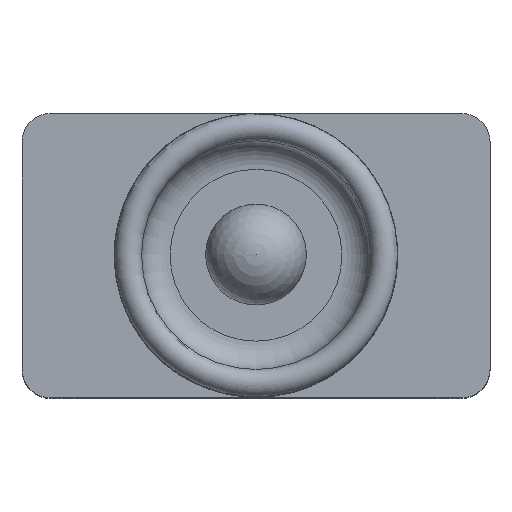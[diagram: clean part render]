
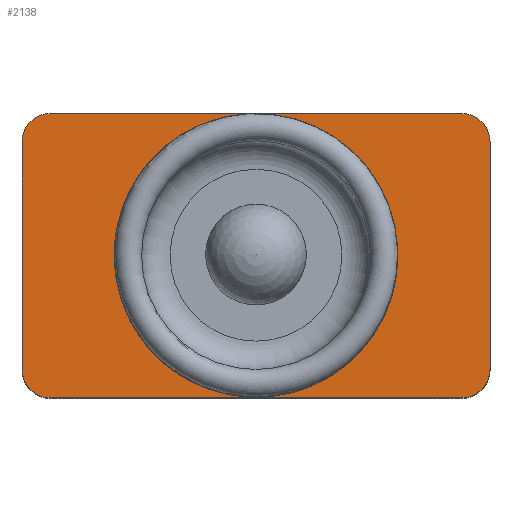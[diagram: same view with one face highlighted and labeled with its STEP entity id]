
A CAD part, top view. The second image highlights one B-rep face of the part: STEP entity #2138.
In plain terms, the highlighted planar face has unit normal (0, 0, 1).
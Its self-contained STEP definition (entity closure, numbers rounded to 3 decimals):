
#169=PLANE('',#2380);
#265=FACE_OUTER_BOUND('',#390,.T.);
#390=EDGE_LOOP('',(#1848,#1849,#1850,#1851,#1852,#1853,#1854,#1855));
#590=LINE('',#3489,#788);
#593=LINE('',#3498,#791);
#597=LINE('',#3510,#795);
#600=LINE('',#3518,#798);
#788=VECTOR('',#2878,10.);
#791=VECTOR('',#2889,10.);
#795=VECTOR('',#2901,10.);
#798=VECTOR('',#2912,10.);
#864=CIRCLE('',#2366,0.79);
#866=CIRCLE('',#2370,0.79);
#868=CIRCLE('',#2374,0.79);
#870=CIRCLE('',#2378,0.79);
#1032=VERTEX_POINT('',#3480);
#1033=VERTEX_POINT('',#3482);
#1035=VERTEX_POINT('',#3488);
#1036=VERTEX_POINT('',#3493);
#1037=VERTEX_POINT('',#3497);
#1039=VERTEX_POINT('',#3503);
#1041=VERTEX_POINT('',#3509);
#1042=VERTEX_POINT('',#3514);
#1305=EDGE_CURVE('',#1033,#1032,#864,.T.);
#1308=EDGE_CURVE('',#1035,#1033,#590,.T.);
#1311=EDGE_CURVE('',#1036,#1035,#866,.T.);
#1313=EDGE_CURVE('',#1037,#1036,#593,.T.);
#1316=EDGE_CURVE('',#1039,#1037,#868,.T.);
#1319=EDGE_CURVE('',#1041,#1039,#597,.T.);
#1322=EDGE_CURVE('',#1042,#1041,#870,.T.);
#1324=EDGE_CURVE('',#1032,#1042,#600,.T.);
#1848=ORIENTED_EDGE('',*,*,#1324,.T.);
#1849=ORIENTED_EDGE('',*,*,#1322,.T.);
#1850=ORIENTED_EDGE('',*,*,#1319,.T.);
#1851=ORIENTED_EDGE('',*,*,#1316,.T.);
#1852=ORIENTED_EDGE('',*,*,#1313,.T.);
#1853=ORIENTED_EDGE('',*,*,#1311,.T.);
#1854=ORIENTED_EDGE('',*,*,#1308,.T.);
#1855=ORIENTED_EDGE('',*,*,#1305,.T.);
#2138=ADVANCED_FACE('',(#265),#169,.T.);
#2366=AXIS2_PLACEMENT_3D('',#3483,#2872,#2873);
#2370=AXIS2_PLACEMENT_3D('',#3494,#2884,#2885);
#2374=AXIS2_PLACEMENT_3D('',#3504,#2895,#2896);
#2378=AXIS2_PLACEMENT_3D('',#3515,#2907,#2908);
#2380=AXIS2_PLACEMENT_3D('',#3519,#2913,#2914);
#2872=DIRECTION('center_axis',(0.,0.,1.));
#2873=DIRECTION('ref_axis',(1.,0.,0.));
#2878=DIRECTION('',(0.,1.,0.));
#2884=DIRECTION('center_axis',(0.,0.,1.));
#2885=DIRECTION('ref_axis',(0.,-1.,0.));
#2889=DIRECTION('',(1.,0.,0.));
#2895=DIRECTION('center_axis',(0.,0.,1.));
#2896=DIRECTION('ref_axis',(-1.,0.,0.));
#2901=DIRECTION('',(0.,-1.,0.));
#2907=DIRECTION('center_axis',(0.,0.,1.));
#2908=DIRECTION('ref_axis',(0.,1.,0.));
#2912=DIRECTION('',(-1.,0.,0.));
#2913=DIRECTION('center_axis',(0.,0.,1.));
#2914=DIRECTION('ref_axis',(1.,0.,0.));
#3480=CARTESIAN_POINT('',(5.71,3.95,10.5));
#3482=CARTESIAN_POINT('',(6.5,3.16,10.5));
#3483=CARTESIAN_POINT('Origin',(5.71,3.16,10.5));
#3488=CARTESIAN_POINT('',(6.5,-3.16,10.5));
#3489=CARTESIAN_POINT('',(6.5,-3.16,10.5));
#3493=CARTESIAN_POINT('',(5.71,-3.95,10.5));
#3494=CARTESIAN_POINT('Origin',(5.71,-3.16,10.5));
#3497=CARTESIAN_POINT('',(-5.71,-3.95,10.5));
#3498=CARTESIAN_POINT('',(-5.71,-3.95,10.5));
#3503=CARTESIAN_POINT('',(-6.5,-3.16,10.5));
#3504=CARTESIAN_POINT('Origin',(-5.71,-3.16,10.5));
#3509=CARTESIAN_POINT('',(-6.5,3.16,10.5));
#3510=CARTESIAN_POINT('',(-6.5,3.16,10.5));
#3514=CARTESIAN_POINT('',(-5.71,3.95,10.5));
#3515=CARTESIAN_POINT('Origin',(-5.71,3.16,10.5));
#3518=CARTESIAN_POINT('',(5.71,3.95,10.5));
#3519=CARTESIAN_POINT('Origin',(0.,0.,10.5));
